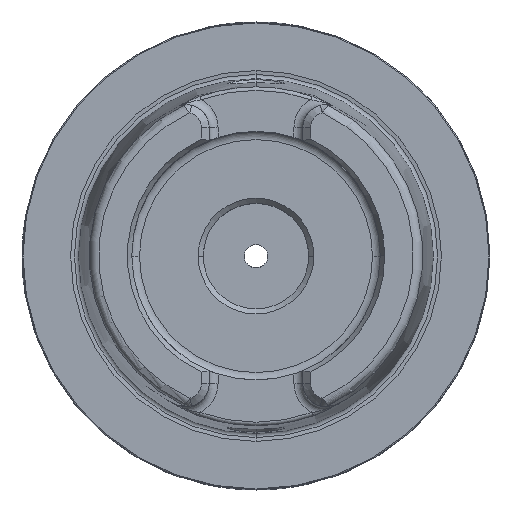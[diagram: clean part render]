
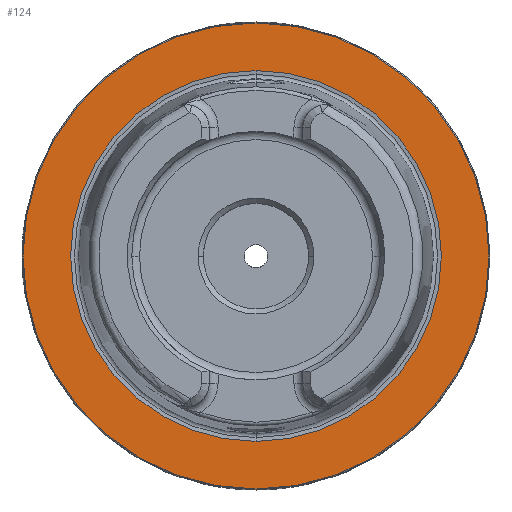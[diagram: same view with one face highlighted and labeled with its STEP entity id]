
A CAD part, top view. The second image highlights one B-rep face of the part: STEP entity #124.
In plain terms, the highlighted planar face has unit normal (0, 0, 1).
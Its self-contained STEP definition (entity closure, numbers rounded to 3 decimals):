
#124 = ADVANCED_FACE ( 'NONE', ( #7333, #7792 ), #7106, .T. ) ;
#1046 = DIRECTION ( 'NONE',  ( 0., 0., 1. ) ) ;
#1076 = DIRECTION ( 'NONE',  ( 0., -1., 0. ) ) ;
#1264 = CARTESIAN_POINT ( 'NONE',  ( 0., -49.765, 0. ) ) ;
#1811 = VERTEX_POINT ( 'NONE', #9169 ) ;
#1823 = CARTESIAN_POINT ( 'NONE',  ( 0., 0., 0. ) ) ;
#2197 = EDGE_LOOP ( 'NONE', ( #7856, #10752 ) ) ;
#2459 = CIRCLE ( 'NONE', #8000, 49.765 ) ;
#2790 = DIRECTION ( 'NONE',  ( 0., 1., 0. ) ) ;
#2962 = VERTEX_POINT ( 'NONE', #1264 ) ;
#3065 = EDGE_CURVE ( 'NONE', #9204, #2962, #10312, .T. ) ;
#3176 = VERTEX_POINT ( 'NONE', #4810 ) ;
#3406 = EDGE_CURVE ( 'NONE', #3176, #1811, #8631, .T. ) ;
#3530 = CIRCLE ( 'NONE', #7270, 39.59 ) ;
#3771 = DIRECTION ( 'NONE',  ( 0., -1., 0. ) ) ;
#3775 = DIRECTION ( 'NONE',  ( 0., 0., 1. ) ) ;
#3783 = CARTESIAN_POINT ( 'NONE',  ( 0., 0., 0. ) ) ;
#4810 = CARTESIAN_POINT ( 'NONE',  ( 0., 39.59, 0. ) ) ;
#5293 = AXIS2_PLACEMENT_3D ( 'NONE', #6137, #6104, #6026 ) ;
#5520 = AXIS2_PLACEMENT_3D ( 'NONE', #6559, #6573, #6612 ) ;
#6026 = DIRECTION ( 'NONE',  ( 0., -1., 0. ) ) ;
#6104 = DIRECTION ( 'NONE',  ( 0., 0., 1. ) ) ;
#6137 = CARTESIAN_POINT ( 'NONE',  ( 0., 49.965, 0. ) ) ;
#6456 = EDGE_LOOP ( 'NONE', ( #8199, #9361 ) ) ;
#6559 = CARTESIAN_POINT ( 'NONE',  ( 0., 0., 0. ) ) ;
#6573 = DIRECTION ( 'NONE',  ( 0., 0., -1. ) ) ;
#6612 = DIRECTION ( 'NONE',  ( 0., 1., 0. ) ) ;
#7106 = PLANE ( 'NONE',  #5293 ) ;
#7270 = AXIS2_PLACEMENT_3D ( 'NONE', #1823, #8472, #2790 ) ;
#7333 = FACE_OUTER_BOUND ( 'NONE', #6456, .T. ) ;
#7792 = FACE_BOUND ( 'NONE', #2197, .T. ) ;
#7856 = ORIENTED_EDGE ( 'NONE', *, *, #8419, .T. ) ;
#8000 = AXIS2_PLACEMENT_3D ( 'NONE', #3783, #3775, #3771 ) ;
#8027 = EDGE_CURVE ( 'NONE', #2962, #9204, #2459, .T. ) ;
#8074 = AXIS2_PLACEMENT_3D ( 'NONE', #11214, #1046, #1076 ) ;
#8199 = ORIENTED_EDGE ( 'NONE', *, *, #8027, .T. ) ;
#8419 = EDGE_CURVE ( 'NONE', #1811, #3176, #3530, .T. ) ;
#8472 = DIRECTION ( 'NONE',  ( 0., 0., -1. ) ) ;
#8631 = CIRCLE ( 'NONE', #5520, 39.59 ) ;
#9169 = CARTESIAN_POINT ( 'NONE',  ( 0., -39.59, 0. ) ) ;
#9204 = VERTEX_POINT ( 'NONE', #9901 ) ;
#9361 = ORIENTED_EDGE ( 'NONE', *, *, #3065, .T. ) ;
#9901 = CARTESIAN_POINT ( 'NONE',  ( 0., 49.765, 0. ) ) ;
#10312 = CIRCLE ( 'NONE', #8074, 49.765 ) ;
#10752 = ORIENTED_EDGE ( 'NONE', *, *, #3406, .T. ) ;
#11214 = CARTESIAN_POINT ( 'NONE',  ( 0., 0., 0. ) ) ;
